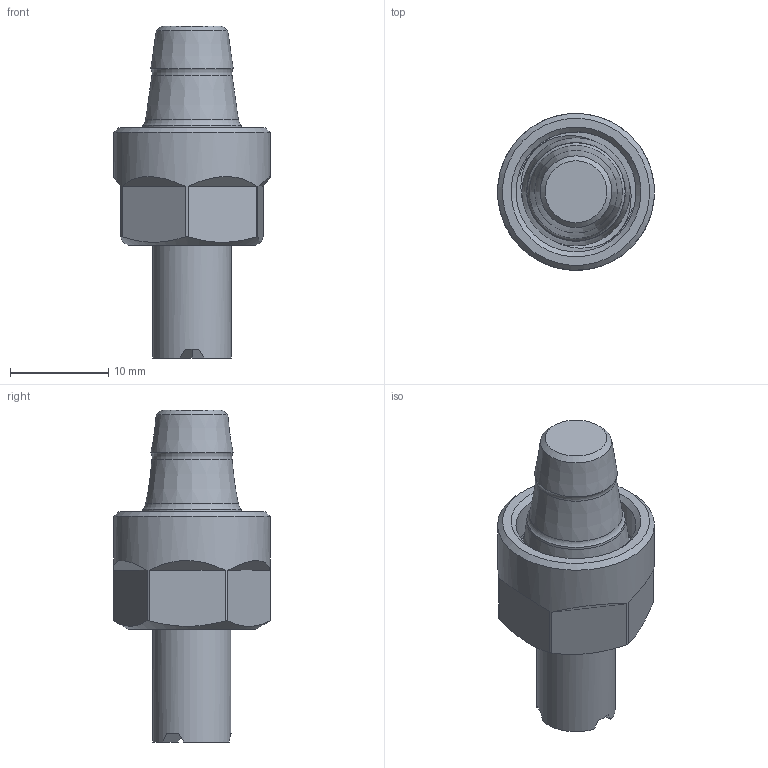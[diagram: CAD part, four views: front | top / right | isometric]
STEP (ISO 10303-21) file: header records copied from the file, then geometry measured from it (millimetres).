
FILE_DESCRIPTION(/* description */ (''),/* implementation_level */ '2;1');
FILE_NAME(/* name */ '335.14-ER11-08-016.stp',/* time_stamp */ '2018-02-26T11:08:43+06:00',/* author */ (''),/* organization */ (''),/* preprocessor_version */ 'ST-DEVELOPER v16',/* originating_system */ 'SIEMENS PLM Software NX 11.0',/* authorisation */ '');
FILE_SCHEMA (('AUTOMOTIVE_DESIGN { 1 0 10303 214 3 1 1 1 }'));
Length unit declared in the file: millimetre
Products named in the file (1): 335.14-ER11-08-016
Bounding box: 15.98 x 15.98 x 33.86 mm (x, y, z)
Volume: 3089.4 mm3; surface area: 2601.5 mm2
Topology: 3 solids, 3 shells, 67 faces, 153 edges, 98 vertices
Faces by surface type: plane 35, cylinder 11, cone 11, bspline 7, torus 3
Full cylindrical faces by diameter (mm): 8 x1, 9.2 x1, 9.5 x1, 11 x1, 12 x2, 12.25 x1, 13.25 x1, 16 x1
Entity records: 2974 total; most frequent: CARTESIAN_POINT 1626, DIRECTION 257, ORIENTED_EDGE 248, EDGE_CURVE 124, AXIS2_PLACEMENT_3D 112, EDGE_LOOP 98, VERTEX_POINT 92, ADVANCED_FACE 67
